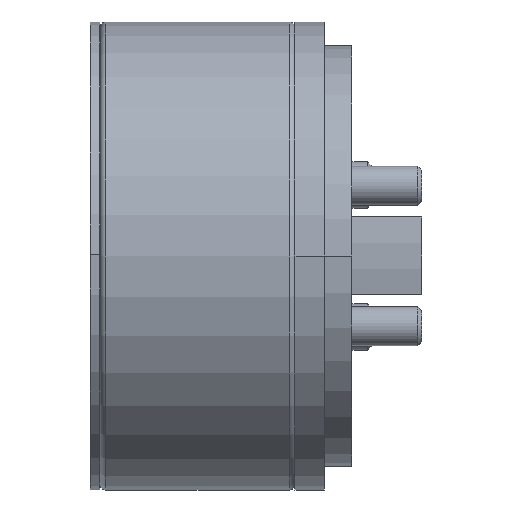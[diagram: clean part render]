
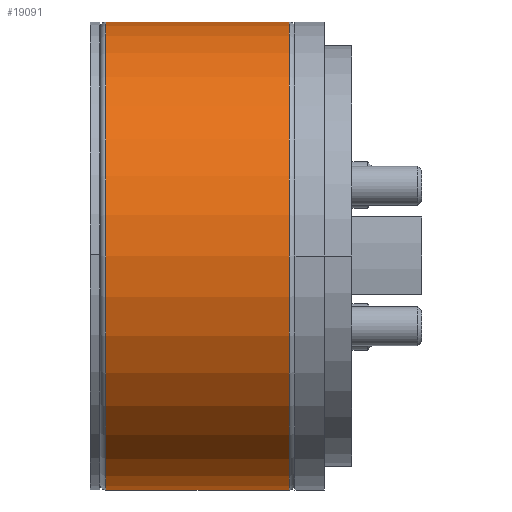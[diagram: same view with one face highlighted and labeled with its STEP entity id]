
A CAD part, left-side view. The second image highlights one B-rep face of the part: STEP entity #19091.
In plain terms, the highlighted cylindrical face has radius 6 mm (diameter 12 mm), a partial arc.
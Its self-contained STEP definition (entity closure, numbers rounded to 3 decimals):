
#91 = DIRECTION ( 'NONE',  ( 0., -1., 0. ) ) ;
#409 = DIRECTION ( 'NONE',  ( 0., 1., 0. ) ) ;
#569 = EDGE_CURVE ( 'NONE', #21730, #6025, #8184, .T. ) ;
#600 = CARTESIAN_POINT ( 'NONE',  ( 0.33, 5.3, 6. ) ) ;
#766 = CARTESIAN_POINT ( 'NONE',  ( 0.33, 0.6, 0. ) ) ;
#1276 = CARTESIAN_POINT ( 'NONE',  ( 0.33, 5.3, -6. ) ) ;
#1365 = CARTESIAN_POINT ( 'NONE',  ( 0.33, 0.6, -6. ) ) ;
#2117 = VERTEX_POINT ( 'NONE', #7277 ) ;
#2679 = EDGE_CURVE ( 'NONE', #21610, #2117, #18411, .T. ) ;
#2806 = DIRECTION ( 'NONE',  ( 0., 1., 0. ) ) ;
#3964 = CIRCLE ( 'NONE', #20721, 6. ) ;
#6025 = VERTEX_POINT ( 'NONE', #1276 ) ;
#6860 = AXIS2_PLACEMENT_3D ( 'NONE', #13440, #91, #19234 ) ;
#7277 = CARTESIAN_POINT ( 'NONE',  ( 0.33, 0.6, 6. ) ) ;
#7942 = DIRECTION ( 'NONE',  ( 0., 0., -1. ) ) ;
#8184 = LINE ( 'NONE', #20365, #15266 ) ;
#8419 = DIRECTION ( 'NONE',  ( 0., 1., 0. ) ) ;
#11536 = DIRECTION ( 'NONE',  ( 0., -1., 0. ) ) ;
#13440 = CARTESIAN_POINT ( 'NONE',  ( 0.33, 5.3, 0. ) ) ;
#14585 = AXIS2_PLACEMENT_3D ( 'NONE', #15806, #409, #17875 ) ;
#15014 = ORIENTED_EDGE ( 'NONE', *, *, #2679, .F. ) ;
#15266 = VECTOR ( 'NONE', #8419, 1000. ) ;
#15806 = CARTESIAN_POINT ( 'NONE',  ( 0.33, 1.526, 0. ) ) ;
#15896 = EDGE_CURVE ( 'NONE', #21610, #6025, #18171, .T. ) ;
#16472 = EDGE_CURVE ( 'NONE', #21730, #2117, #3964, .T. ) ;
#17230 = ORIENTED_EDGE ( 'NONE', *, *, #15896, .T. ) ;
#17284 = CARTESIAN_POINT ( 'NONE',  ( 0.33, 5.3, 6. ) ) ;
#17318 = ORIENTED_EDGE ( 'NONE', *, *, #16472, .T. ) ;
#17321 = CYLINDRICAL_SURFACE ( 'NONE', #14585, 6. ) ;
#17875 = DIRECTION ( 'NONE',  ( 0., 0., 1. ) ) ;
#18171 = CIRCLE ( 'NONE', #6860, 6. ) ;
#18411 = LINE ( 'NONE', #600, #19950 ) ;
#19091 = ADVANCED_FACE ( 'NONE', ( #22214 ), #17321, .T. ) ;
#19148 = EDGE_LOOP ( 'NONE', ( #17318, #15014, #17230, #21732 ) ) ;
#19234 = DIRECTION ( 'NONE',  ( 0., 0., 1. ) ) ;
#19950 = VECTOR ( 'NONE', #11536, 1000. ) ;
#20365 = CARTESIAN_POINT ( 'NONE',  ( 0.33, 1.6, -6. ) ) ;
#20721 = AXIS2_PLACEMENT_3D ( 'NONE', #766, #2806, #7942 ) ;
#21610 = VERTEX_POINT ( 'NONE', #17284 ) ;
#21730 = VERTEX_POINT ( 'NONE', #1365 ) ;
#21732 = ORIENTED_EDGE ( 'NONE', *, *, #569, .F. ) ;
#22214 = FACE_OUTER_BOUND ( 'NONE', #19148, .T. ) ;
